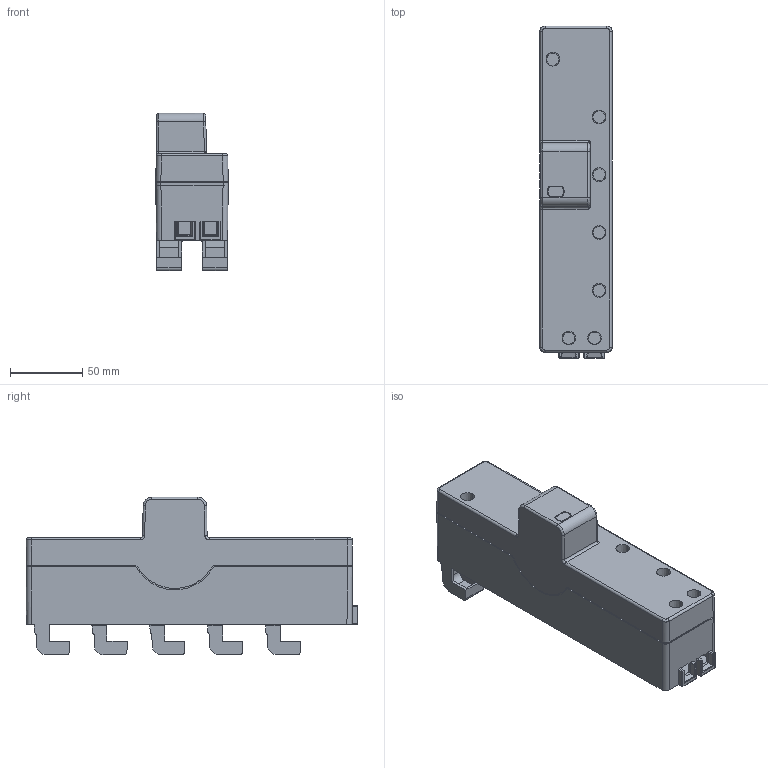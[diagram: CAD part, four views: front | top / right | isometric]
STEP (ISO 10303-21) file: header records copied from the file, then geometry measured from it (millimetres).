
FILE_DESCRIPTION (( 'STEP AP214' ), '1' );
FILE_NAME ('5096961.stp', '2023-01-18T11:33:05', ( '' ), ( '' ), 'SwSTEP 2.0', 'SolidWorks 2022', '' );
FILE_SCHEMA (( 'AUTOMOTIVE_DESIGN' ));
Length unit declared in the file: millimetre
Products named in the file (1): 5096961
Bounding box: 50.28 x 229.76 x 109.1 mm (x, y, z)
Volume: 131782.5 mm3; surface area: 140541.4 mm2
Topology: 3 solids, 3 shells, 944 faces, 2471 edges, 1528 vertices
Faces by surface type: bspline 296, plane 295, cylinder 199, cone 111, torus 31, sphere 12
Entity records: 57634 total; most frequent: CARTESIAN_POINT 37517, ORIENTED_EDGE 4920, DIRECTION 3014, EDGE_CURVE 2460, VERTEX_POINT 1528, VECTOR 1092, LINE 1092, EDGE_LOOP 990
